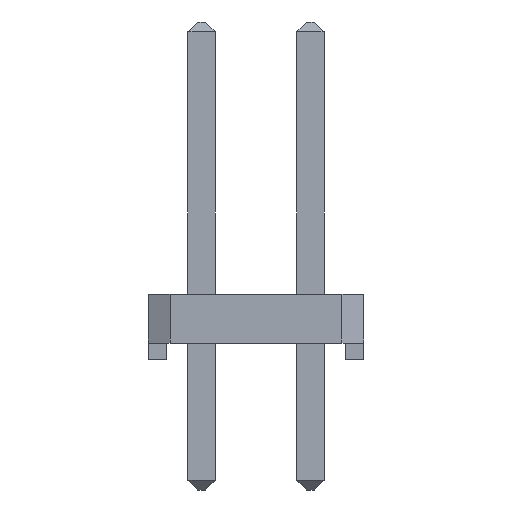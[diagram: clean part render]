
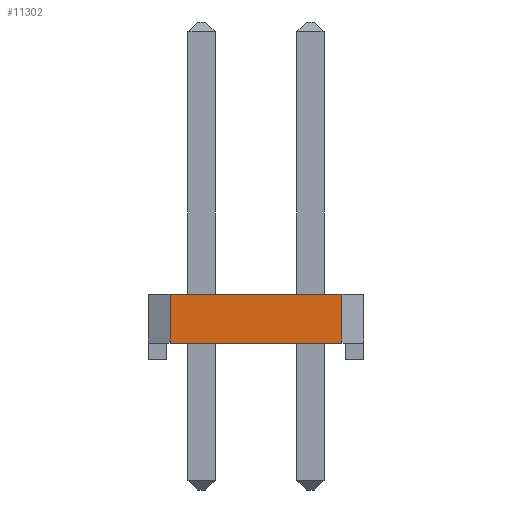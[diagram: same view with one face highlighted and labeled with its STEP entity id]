
A CAD part, left-side view. The second image highlights one B-rep face of the part: STEP entity #11302.
In plain terms, the highlighted planar face has unit normal (-1, 0, 0).
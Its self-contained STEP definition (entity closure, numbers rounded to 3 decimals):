
#10999=CARTESIAN_POINT('',(-12.7,-2.007,0.381));
#11000=VERTEX_POINT('',#10999);
#11007=CARTESIAN_POINT('',(-12.7,2.007,0.381));
#11008=VERTEX_POINT('',#11007);
#11009=CARTESIAN_POINT('',(-12.7,2.007,0.381));
#11010=DIRECTION('',(0.0,-1.0,0.0));
#11011=VECTOR('',#11010,4.013);
#11012=LINE('',#11009,#11011);
#11013=EDGE_CURVE('',#11008,#11000,#11012,.T.);
#11136=CARTESIAN_POINT('',(-12.7,-2.007,1.524));
#11137=VERTEX_POINT('',#11136);
#11144=CARTESIAN_POINT('',(-12.7,-2.007,1.524));
#11145=DIRECTION('',(0.0,0.0,-1.0));
#11146=VECTOR('',#11145,1.143);
#11147=LINE('',#11144,#11146);
#11148=EDGE_CURVE('',#11137,#11000,#11147,.T.);
#11268=CARTESIAN_POINT('',(-12.7,2.007,1.524));
#11269=VERTEX_POINT('',#11268);
#11270=CARTESIAN_POINT('',(-12.7,2.007,1.524));
#11271=DIRECTION('',(0.0,0.0,-1.0));
#11272=VECTOR('',#11271,1.143);
#11273=LINE('',#11270,#11272);
#11274=EDGE_CURVE('',#11269,#11008,#11273,.T.);
#11286=CARTESIAN_POINT('',(-12.7,2.007,1.524));
#11287=DIRECTION('',(-1.0,0.0,0.0));
#11288=DIRECTION('',(0.0,0.0,1.0));
#11289=AXIS2_PLACEMENT_3D('',#11286,#11287,#11288);
#11290=PLANE('',#11289);
#11291=ORIENTED_EDGE('',*,*,#11013,.T.);
#11292=ORIENTED_EDGE('',*,*,#11148,.F.);
#11293=CARTESIAN_POINT('',(-12.7,2.007,1.524));
#11294=DIRECTION('',(0.0,-1.0,0.0));
#11295=VECTOR('',#11294,4.013);
#11296=LINE('',#11293,#11295);
#11297=EDGE_CURVE('',#11269,#11137,#11296,.T.);
#11298=ORIENTED_EDGE('',*,*,#11297,.F.);
#11299=ORIENTED_EDGE('',*,*,#11274,.T.);
#11300=EDGE_LOOP('',(#11291,#11292,#11298,#11299));
#11301=FACE_OUTER_BOUND('',#11300,.T.);
#11302=ADVANCED_FACE('',(#11301),#11290,.T.);
